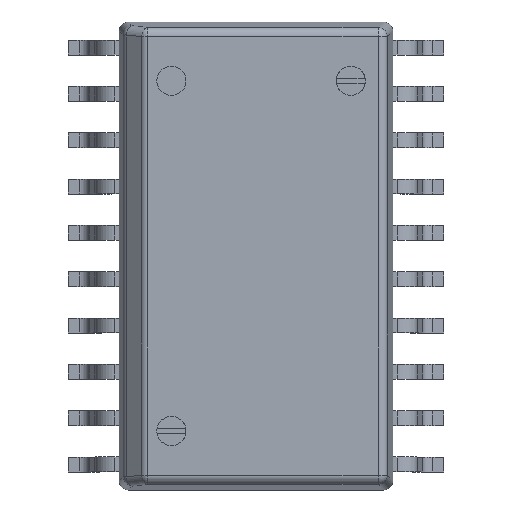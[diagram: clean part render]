
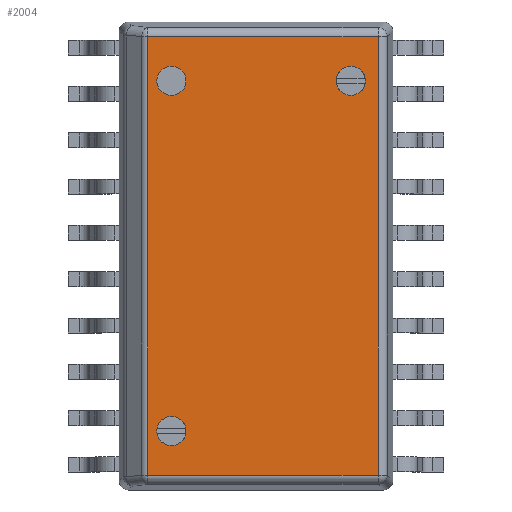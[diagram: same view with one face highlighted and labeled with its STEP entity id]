
A CAD part, top view. The second image highlights one B-rep face of the part: STEP entity #2004.
In plain terms, the highlighted face is planar.
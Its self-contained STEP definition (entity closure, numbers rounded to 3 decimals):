
#757=CARTESIAN_POINT('',(-2.32,1.463,-4.8));
#758=DIRECTION('',(0.,-1.,0.));
#759=DIRECTION('',(1.,0.,0.));
#760=AXIS2_PLACEMENT_3D('',#757,#758,#759);
#765=CARTESIAN_POINT('',(-2.32,1.463,-4.8));
#766=DIRECTION('',(0.,-1.,0.));
#767=DIRECTION('',(-1.,0.,0.));
#768=AXIS2_PLACEMENT_3D('',#765,#766,#767);
#773=CARTESIAN_POINT('',(-2.32,1.463,4.8));
#774=DIRECTION('',(0.,1.,0.));
#775=DIRECTION('',(1.,0.,0.));
#776=AXIS2_PLACEMENT_3D('',#773,#774,#775);
#781=CARTESIAN_POINT('',(-2.32,1.463,4.8));
#782=DIRECTION('',(0.,1.,0.));
#783=DIRECTION('',(-1.,0.,0.));
#784=AXIS2_PLACEMENT_3D('',#781,#782,#783);
#789=DIRECTION('',(1.,0.,0.));
#790=VECTOR('',#789,6.312);
#791=CARTESIAN_POINT('',(-2.966,1.463,6.011));
#792=LINE('',#791,#790);
#796=DIRECTION('',(0.,0.,1.));
#797=VECTOR('',#796,12.021);
#798=CARTESIAN_POINT('',(-2.966,1.463,-6.011));
#799=LINE('',#798,#797);
#803=DIRECTION('',(-1.,0.,0.));
#804=VECTOR('',#803,6.312);
#805=CARTESIAN_POINT('',(3.346,1.463,-6.011));
#806=LINE('',#805,#804);
#810=DIRECTION('',(0.,0.,-1.));
#811=VECTOR('',#810,12.021);
#812=CARTESIAN_POINT('',(3.346,1.463,6.011));
#813=LINE('',#812,#811);
#817=CARTESIAN_POINT('',(2.6,1.463,-4.8));
#818=DIRECTION('',(0.,1.,0.));
#819=DIRECTION('',(1.,0.,0.));
#820=AXIS2_PLACEMENT_3D('',#817,#818,#819);
#825=CARTESIAN_POINT('',(2.6,1.463,-4.8));
#826=DIRECTION('',(0.,1.,0.));
#827=DIRECTION('',(-1.,0.,0.));
#828=AXIS2_PLACEMENT_3D('',#825,#826,#827);
#1199=CARTESIAN_POINT('',(-1.92,1.463,-4.8));
#1200=CARTESIAN_POINT('',(-2.72,1.463,-4.8));
#1201=VERTEX_POINT('',#1199);
#1202=VERTEX_POINT('',#1200);
#1203=CARTESIAN_POINT('',(-1.92,1.463,4.8));
#1204=CARTESIAN_POINT('',(-2.72,1.463,4.8));
#1205=VERTEX_POINT('',#1203);
#1206=VERTEX_POINT('',#1204);
#1262=CARTESIAN_POINT('',(-2.966,1.463,6.011));
#1263=CARTESIAN_POINT('',(3.346,1.463,6.011));
#1264=VERTEX_POINT('',#1262);
#1265=VERTEX_POINT('',#1263);
#1289=CARTESIAN_POINT('',(3.346,1.463,-6.011));
#1290=CARTESIAN_POINT('',(-2.966,1.463,-6.011));
#1291=VERTEX_POINT('',#1289);
#1292=VERTEX_POINT('',#1290);
#1339=CARTESIAN_POINT('',(3.,1.463,-4.8));
#1340=CARTESIAN_POINT('',(2.2,1.463,-4.8));
#1341=VERTEX_POINT('',#1339);
#1342=VERTEX_POINT('',#1340);
#1974=CARTESIAN_POINT('',(0.,1.463,0.));
#1975=DIRECTION('',(0.,1.,0.));
#1976=DIRECTION('',(1.,0.,0.));
#1977=AXIS2_PLACEMENT_3D('',#1974,#1975,#1976);
#1978=PLANE('',#1977);
#1979=ORIENTED_EDGE('',*,*,#1829,.F.);
#1981=ORIENTED_EDGE('',*,*,#1980,.F.);
#1982=ORIENTED_EDGE('',*,*,#1967,.F.);
#1983=ORIENTED_EDGE('',*,*,#1802,.F.);
#1984=EDGE_LOOP('',(#1979,#1981,#1982,#1983));
#1985=FACE_OUTER_BOUND('',#1984,.F.);
#1987=ORIENTED_EDGE('',*,*,#1986,.T.);
#1989=ORIENTED_EDGE('',*,*,#1988,.T.);
#1990=EDGE_LOOP('',(#1987,#1989));
#1991=FACE_BOUND('',#1990,.F.);
#1993=ORIENTED_EDGE('',*,*,#1992,.F.);
#1995=ORIENTED_EDGE('',*,*,#1994,.F.);
#1996=EDGE_LOOP('',(#1993,#1995));
#1997=FACE_BOUND('',#1996,.F.);
#1999=ORIENTED_EDGE('',*,*,#1998,.T.);
#2001=ORIENTED_EDGE('',*,*,#2000,.T.);
#2002=EDGE_LOOP('',(#1999,#2001));
#2003=FACE_BOUND('',#2002,.F.);
#761=CIRCLE('',#760,0.4);
#769=CIRCLE('',#768,0.4);
#777=CIRCLE('',#776,0.4);
#785=CIRCLE('',#784,0.4);
#821=CIRCLE('',#820,0.4);
#829=CIRCLE('',#828,0.4);
#1802=EDGE_CURVE('',#1265,#1291,#813,.T.);
#1829=EDGE_CURVE('',#1264,#1265,#792,.T.);
#1967=EDGE_CURVE('',#1291,#1292,#806,.T.);
#1980=EDGE_CURVE('',#1292,#1264,#799,.T.);
#1986=EDGE_CURVE('',#1205,#1206,#777,.T.);
#1988=EDGE_CURVE('',#1206,#1205,#785,.T.);
#1992=EDGE_CURVE('',#1201,#1202,#761,.T.);
#1994=EDGE_CURVE('',#1202,#1201,#769,.T.);
#1998=EDGE_CURVE('',#1341,#1342,#821,.T.);
#2000=EDGE_CURVE('',#1342,#1341,#829,.T.);
#2004=ADVANCED_FACE('',(#1985,#1991,#1997,#2003),#1978,.T.);
